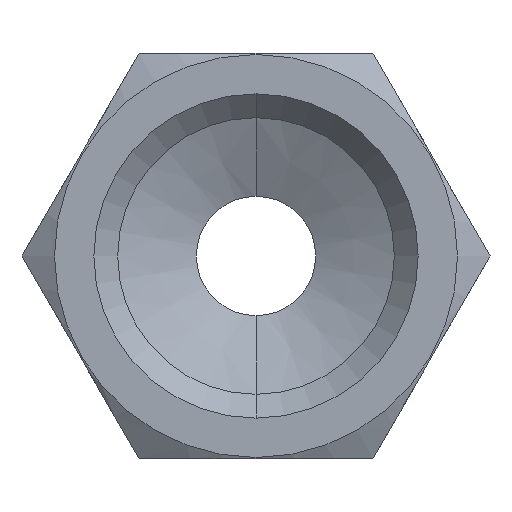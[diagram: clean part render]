
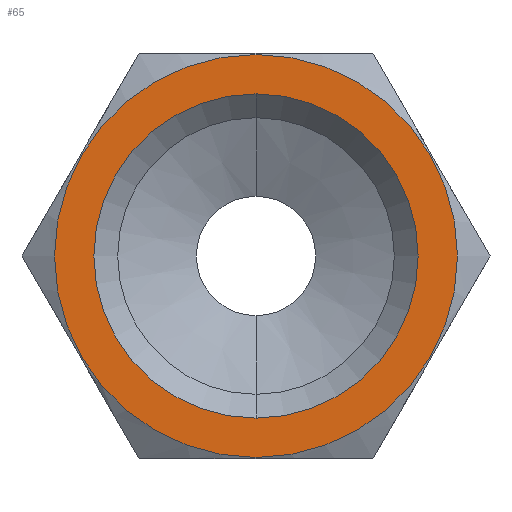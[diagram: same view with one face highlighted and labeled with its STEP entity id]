
A CAD part, front view. The second image highlights one B-rep face of the part: STEP entity #65.
In plain terms, the highlighted planar face has unit normal (0, -1, 0).
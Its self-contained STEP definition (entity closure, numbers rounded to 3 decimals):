
#18 = EDGE_CURVE ( 'NONE', #347, #321, #1660, .T. ) ;
#65 = ADVANCED_FACE ( 'NONE', ( #1230, #1231 ), #1927, .T. ) ;
#70 = EDGE_CURVE ( 'NONE', #389, #380, #1735, .T. ) ;
#102 = EDGE_CURVE ( 'NONE', #380, #389, #1682, .T. ) ;
#131 = EDGE_CURVE ( 'NONE', #321, #347, #1634, .T. ) ;
#250 = ORIENTED_EDGE ( 'NONE', *, *, #131, .T. ) ;
#261 = ORIENTED_EDGE ( 'NONE', *, *, #102, .F. ) ;
#268 = ORIENTED_EDGE ( 'NONE', *, *, #70, .F. ) ;
#273 = ORIENTED_EDGE ( 'NONE', *, *, #18, .T. ) ;
#321 = VERTEX_POINT ( 'NONE', #785 ) ;
#347 = VERTEX_POINT ( 'NONE', #801 ) ;
#380 = VERTEX_POINT ( 'NONE', #823 ) ;
#389 = VERTEX_POINT ( 'NONE', #830 ) ;
#785 = CARTESIAN_POINT ( 'NONE',  ( 0., 0., -8.45 ) ) ;
#801 = CARTESIAN_POINT ( 'NONE',  ( 0., 0., 8.45 ) ) ;
#823 = CARTESIAN_POINT ( 'NONE',  ( 0., 0., 6.8 ) ) ;
#830 = CARTESIAN_POINT ( 'NONE',  ( 0., 0., -6.8 ) ) ;
#1076 = EDGE_LOOP ( 'NONE', ( #268, #261 ) ) ;
#1077 = EDGE_LOOP ( 'NONE', ( #273, #250 ) ) ;
#1230 = FACE_BOUND ( 'NONE', #1076, .T. ) ;
#1231 = FACE_OUTER_BOUND ( 'NONE', #1077, .T. ) ;
#1502 = CARTESIAN_POINT ( 'NONE',  ( 0., 0., 0. ) ) ;
#1503 = DIRECTION ( 'NONE',  ( 0., -1., 0. ) ) ;
#1504 = DIRECTION ( 'NONE',  ( 0., 0., -1. ) ) ;
#1582 = CARTESIAN_POINT ( 'NONE',  ( 0., 0., 0. ) ) ;
#1583 = DIRECTION ( 'NONE',  ( 0., -1., 0. ) ) ;
#1584 = DIRECTION ( 'NONE',  ( 0., 0., -1. ) ) ;
#1631 = AXIS2_PLACEMENT_3D ( 'NONE', #1582, #1583, #1584 ) ;
#1634 = CIRCLE ( 'NONE', #1631, 8.45 ) ;
#1660 = CIRCLE ( 'NONE', #1678, 8.45 ) ;
#1678 = AXIS2_PLACEMENT_3D ( 'NONE', #1842, #1841, #1840 ) ;
#1681 = AXIS2_PLACEMENT_3D ( 'NONE', #1502, #1503, #1504 ) ;
#1682 = CIRCLE ( 'NONE', #1681, 6.8 ) ;
#1732 = AXIS2_PLACEMENT_3D ( 'NONE', #1943, #1944, #1945 ) ;
#1735 = CIRCLE ( 'NONE', #1732, 6.8 ) ;
#1754 = AXIS2_PLACEMENT_3D ( 'NONE', #1928, #1929, #1930 ) ;
#1840 = DIRECTION ( 'NONE',  ( 0., 0., -1. ) ) ;
#1841 = DIRECTION ( 'NONE',  ( 0., -1., 0. ) ) ;
#1842 = CARTESIAN_POINT ( 'NONE',  ( 0., 0., 0. ) ) ;
#1927 = PLANE ( 'NONE',  #1754 ) ;
#1928 = CARTESIAN_POINT ( 'NONE',  ( 8.45, 0., 0. ) ) ;
#1929 = DIRECTION ( 'NONE',  ( 0., -1., 0. ) ) ;
#1930 = DIRECTION ( 'NONE',  ( 0., 0., -1. ) ) ;
#1943 = CARTESIAN_POINT ( 'NONE',  ( 0., 0., 0. ) ) ;
#1944 = DIRECTION ( 'NONE',  ( 0., -1., 0. ) ) ;
#1945 = DIRECTION ( 'NONE',  ( 0., 0., -1. ) ) ;
